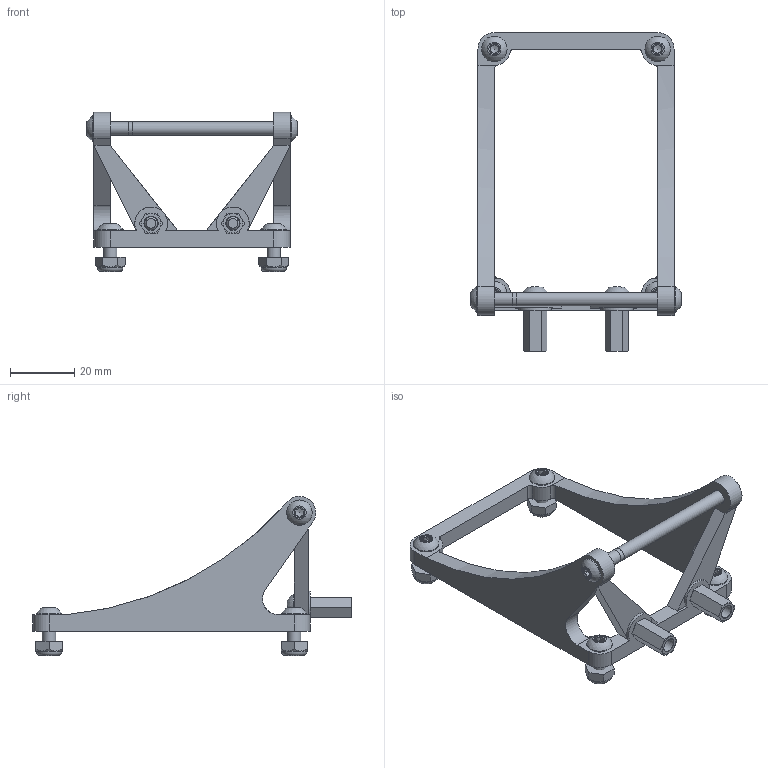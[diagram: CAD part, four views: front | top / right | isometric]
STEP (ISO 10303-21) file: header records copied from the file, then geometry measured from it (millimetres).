
FILE_DESCRIPTION(/* description */ (''),/* implementation_level */ '2;1');
FILE_NAME(/* name */ 'Vertical Tracker Mount Assembly.step',/* time_stamp */ '2024-06-27T20:53:36-05:00',/* author */ (''),/* organization */ (''),/* preprocessor_version */ 'ST-DEVELOPER v20',/* originating_system */ 'Autodesk Translation Framework v13.14.0.145',/* authorisation */ '');
FILE_SCHEMA (('AUTOMOTIVE_DESIGN { 1 0 10303 214 3 1 1 }'));
Length unit declared in the file: inch
Products named in the file (7): Vertical Tracker Mount; Screw Star v1; Screw Star v1 (1); Screw Star v1 (2); Nut Thin Nylock; Screw Star v1 (3); Standoff v1 (1)
Assembly tree (14 placements, depth 2):
  Vertical Tracker Mount
    Screw Star v1
    Screw Star v1 (1)
    Screw Star v1 (2)  x4
    Nut Thin Nylock  x4
    Screw Star v1 (3)  x2
    Standoff v1 (1)  x2
Bounding box: 65.38 x 99.06 x 49.53 mm (x, y, z)
Volume: 20821 mm3; surface area: 15884.4 mm2
Topology: 15 solids, 15 shells, 357 faces, 876 edges, 564 vertices
Faces by surface type: cylinder 162, plane 103, cone 72, torus 12, sphere 8
Full cylindrical faces by diameter (mm): 3.391 x8, 4.166 x8, 4.191 x2, 4.572 x4, 4.623 x4, 5.588 x4, 7.874 x4, 7.925 x8
Entity records: 7191 total; most frequent: CARTESIAN_POINT 2408, ORIENTED_EDGE 968, DIRECTION 894, EDGE_CURVE 484, AXIS2_PLACEMENT_3D 349, VERTEX_POINT 314, EDGE_LOOP 226, LINE 196
